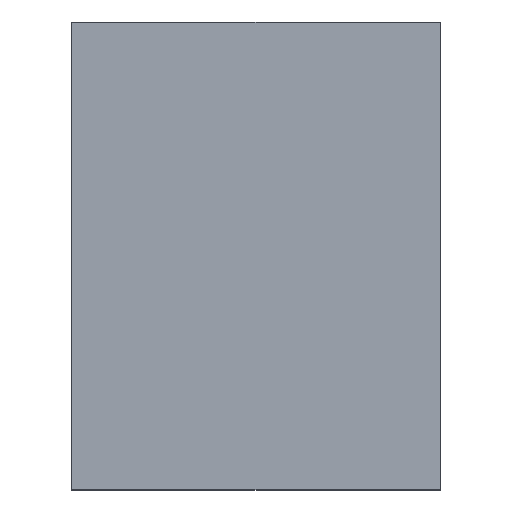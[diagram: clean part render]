
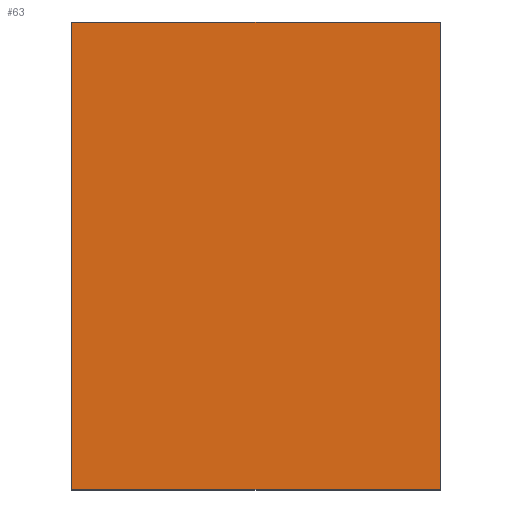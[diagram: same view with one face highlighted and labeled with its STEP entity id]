
A CAD part, top view. The second image highlights one B-rep face of the part: STEP entity #63.
In plain terms, the highlighted planar face has unit normal (0, 0, 1).
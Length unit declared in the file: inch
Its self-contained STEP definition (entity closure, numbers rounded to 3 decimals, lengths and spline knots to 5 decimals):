
#7 = DIRECTION ( 'NONE',  ( 1., 0., 0. ) ) ;
#8 = VERTEX_POINT ( 'NONE', #235 ) ;
#22 = CARTESIAN_POINT ( 'NONE',  ( 0.19125, 0., 0.17906 ) ) ;
#30 = ORIENTED_EDGE ( 'NONE', *, *, #286, .F. ) ;
#47 = VERTEX_POINT ( 'NONE', #238 ) ;
#48 = VECTOR ( 'NONE', #7, 39.37008 ) ;
#52 = LINE ( 'NONE', #113, #48 ) ;
#63 = ADVANCED_FACE ( 'NONE', ( #242 ), #243, .F. ) ;
#71 = VERTEX_POINT ( 'NONE', #22 ) ;
#72 = EDGE_CURVE ( 'NONE', #83, #47, #216, .T. ) ;
#83 = VERTEX_POINT ( 'NONE', #116 ) ;
#92 = VECTOR ( 'NONE', #211, 39.37008 ) ;
#113 = CARTESIAN_POINT ( 'NONE',  ( -0.20268, 0., 0.17906 ) ) ;
#116 = CARTESIAN_POINT ( 'NONE',  ( -0.20268, 0.5, 0.17906 ) ) ;
#117 = CARTESIAN_POINT ( 'NONE',  ( -0.20268, 0.5, 0.17906 ) ) ;
#121 = DIRECTION ( 'NONE',  ( -1., 0., 0. ) ) ;
#124 = ORIENTED_EDGE ( 'NONE', *, *, #263, .T. ) ;
#126 = AXIS2_PLACEMENT_3D ( 'NONE', #117, #241, #121 ) ;
#144 = DIRECTION ( 'NONE',  ( 0., -1., 0. ) ) ;
#175 = VECTOR ( 'NONE', #144, 39.37008 ) ;
#204 = CARTESIAN_POINT ( 'NONE',  ( -0.20268, 0.5, 0.17906 ) ) ;
#211 = DIRECTION ( 'NONE',  ( 0., -1., 0. ) ) ;
#216 = LINE ( 'NONE', #262, #175 ) ;
#233 = ORIENTED_EDGE ( 'NONE', *, *, #72, .T. ) ;
#235 = CARTESIAN_POINT ( 'NONE',  ( 0.19125, 0.5, 0.17906 ) ) ;
#238 = CARTESIAN_POINT ( 'NONE',  ( -0.20268, 0., 0.17906 ) ) ;
#241 = DIRECTION ( 'NONE',  ( 0., 0., -1. ) ) ;
#242 = FACE_OUTER_BOUND ( 'NONE', #273, .T. ) ;
#243 = PLANE ( 'NONE',  #126 ) ;
#262 = CARTESIAN_POINT ( 'NONE',  ( -0.20268, 0.5, 0.17906 ) ) ;
#263 = EDGE_CURVE ( 'NONE', #47, #71, #52, .T. ) ;
#273 = EDGE_LOOP ( 'NONE', ( #124, #30, #278, #233 ) ) ;
#274 = CARTESIAN_POINT ( 'NONE',  ( 0.19125, 0.5, 0.17906 ) ) ;
#278 = ORIENTED_EDGE ( 'NONE', *, *, #317, .F. ) ;
#284 = LINE ( 'NONE', #274, #92 ) ;
#286 = EDGE_CURVE ( 'NONE', #8, #71, #284, .T. ) ;
#296 = LINE ( 'NONE', #204, #303 ) ;
#298 = DIRECTION ( 'NONE',  ( 1., 0., 0. ) ) ;
#303 = VECTOR ( 'NONE', #298, 39.37008 ) ;
#317 = EDGE_CURVE ( 'NONE', #83, #8, #296, .T. ) ;
